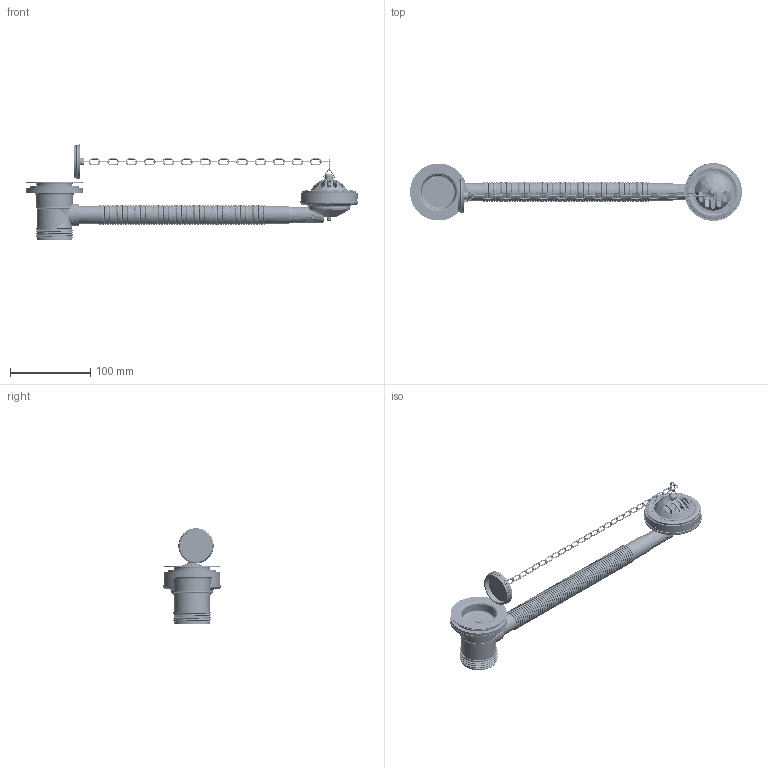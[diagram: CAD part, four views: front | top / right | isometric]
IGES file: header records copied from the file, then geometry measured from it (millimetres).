
Global section: file name: W3.igs; native system: NX V4.0; preprocessor: UGS NX IGES V4.0; date: 20140913.154111; units: millimetre
Bounding box: 414.04 x 72 x 119.2 mm (x, y, z)
Surface area: 171032.5 mm2 (no closed solid volume)
Topology: 0 solids, 0 shells, 1514 faces, 11559 edges, 10624 vertices
Faces by surface type: bspline 1514
